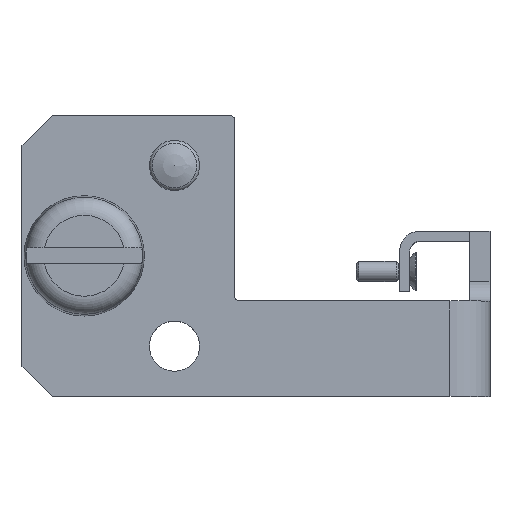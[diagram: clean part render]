
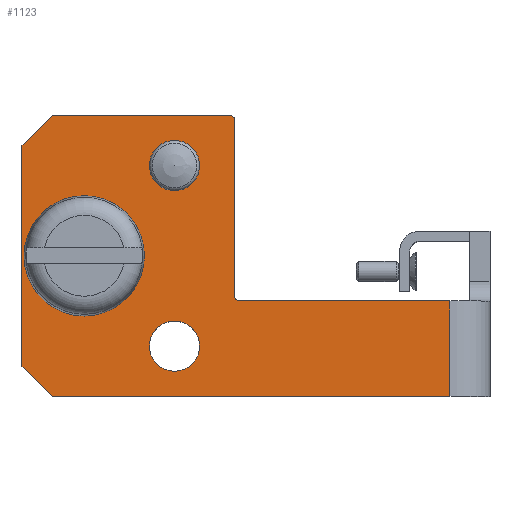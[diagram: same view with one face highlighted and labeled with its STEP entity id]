
A CAD part, top view. The second image highlights one B-rep face of the part: STEP entity #1123.
In plain terms, the highlighted face is planar.
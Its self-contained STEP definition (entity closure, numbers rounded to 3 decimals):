
#104=CIRCLE('',#1265,2.5);
#105=CIRCLE('',#1266,2.5);
#106=CIRCLE('',#1267,3.2);
#107=CIRCLE('',#1268,0.5);
#108=CIRCLE('',#1269,0.5);
#182=ORIENTED_EDGE('',*,*,#476,.F.);
#183=ORIENTED_EDGE('',*,*,#477,.F.);
#184=ORIENTED_EDGE('',*,*,#478,.F.);
#185=ORIENTED_EDGE('',*,*,#479,.F.);
#186=ORIENTED_EDGE('',*,*,#480,.F.);
#187=ORIENTED_EDGE('',*,*,#481,.F.);
#188=ORIENTED_EDGE('',*,*,#482,.T.);
#189=ORIENTED_EDGE('',*,*,#483,.F.);
#190=ORIENTED_EDGE('',*,*,#484,.F.);
#191=ORIENTED_EDGE('',*,*,#456,.F.);
#192=ORIENTED_EDGE('',*,*,#485,.F.);
#193=ORIENTED_EDGE('',*,*,#486,.F.);
#194=ORIENTED_EDGE('',*,*,#475,.T.);
#456=EDGE_CURVE('',#604,#602,#712,.T.);
#475=EDGE_CURVE('',#619,#621,#722,.T.);
#476=EDGE_CURVE('',#622,#622,#104,.F.);
#477=EDGE_CURVE('',#623,#623,#105,.F.);
#478=EDGE_CURVE('',#624,#624,#106,.F.);
#479=EDGE_CURVE('',#625,#621,#723,.T.);
#480=EDGE_CURVE('',#626,#625,#107,.F.);
#481=EDGE_CURVE('',#627,#626,#724,.T.);
#482=EDGE_CURVE('',#627,#628,#108,.F.);
#483=EDGE_CURVE('',#629,#628,#725,.T.);
#484=EDGE_CURVE('',#602,#629,#726,.T.);
#485=EDGE_CURVE('',#630,#604,#727,.T.);
#486=EDGE_CURVE('',#619,#630,#728,.T.);
#602=VERTEX_POINT('',#1755);
#604=VERTEX_POINT('',#1759);
#619=VERTEX_POINT('',#1794);
#621=VERTEX_POINT('',#1798);
#622=VERTEX_POINT('',#1802);
#623=VERTEX_POINT('',#1804);
#624=VERTEX_POINT('',#1806);
#625=VERTEX_POINT('',#1808);
#626=VERTEX_POINT('',#1810);
#627=VERTEX_POINT('',#1812);
#628=VERTEX_POINT('',#1814);
#629=VERTEX_POINT('',#1816);
#630=VERTEX_POINT('',#1819);
#712=LINE('',#1760,#794);
#722=LINE('',#1799,#804);
#723=LINE('',#1807,#805);
#724=LINE('',#1811,#806);
#725=LINE('',#1815,#807);
#726=LINE('',#1817,#808);
#727=LINE('',#1818,#809);
#728=LINE('',#1820,#810);
#794=VECTOR('',#1399,1000.);
#804=VECTOR('',#1433,1000.);
#805=VECTOR('',#1442,1000.);
#806=VECTOR('',#1445,1000.);
#807=VECTOR('',#1448,1000.);
#808=VECTOR('',#1449,1000.);
#809=VECTOR('',#1450,1000.);
#810=VECTOR('',#1451,1000.);
#877=EDGE_LOOP('',(#182));
#878=EDGE_LOOP('',(#183));
#879=EDGE_LOOP('',(#184));
#880=EDGE_LOOP('',(#185,#186,#187,#188,#189,#190,#191,#192,#193,#194));
#983=FACE_BOUND('',#877,.T.);
#984=FACE_BOUND('',#878,.T.);
#985=FACE_BOUND('',#879,.T.);
#986=FACE_BOUND('',#880,.T.);
#1084=PLANE('',#1264);
#1123=ADVANCED_FACE('',(#983,#984,#985,#986),#1084,.F.);
#1264=AXIS2_PLACEMENT_3D('',#1800,#1434,#1435);
#1265=AXIS2_PLACEMENT_3D('',#1801,#1436,#1437);
#1266=AXIS2_PLACEMENT_3D('',#1803,#1438,#1439);
#1267=AXIS2_PLACEMENT_3D('',#1805,#1440,#1441);
#1268=AXIS2_PLACEMENT_3D('',#1809,#1443,#1444);
#1269=AXIS2_PLACEMENT_3D('',#1813,#1446,#1447);
#1399=DIRECTION('',(0.,-1.,0.));
#1433=DIRECTION('',(0.,-1.,0.));
#1434=DIRECTION('',(0.,0.,1.));
#1435=DIRECTION('',(1.,0.,0.));
#1436=DIRECTION('',(0.,0.,1.));
#1437=DIRECTION('',(1.,0.,0.));
#1438=DIRECTION('',(0.,0.,1.));
#1439=DIRECTION('',(1.,0.,0.));
#1440=DIRECTION('',(0.,0.,1.));
#1441=DIRECTION('',(1.,0.,0.));
#1442=DIRECTION('',(1.,0.,0.));
#1443=DIRECTION('',(0.,0.,1.));
#1444=DIRECTION('',(1.,0.,0.));
#1445=DIRECTION('',(0.,1.,0.));
#1446=DIRECTION('',(0.,0.,1.));
#1447=DIRECTION('',(1.,0.,0.));
#1448=DIRECTION('',(1.,0.,0.));
#1449=DIRECTION('',(0.707,-0.707,0.));
#1450=DIRECTION('',(-0.707,-0.707,0.));
#1451=DIRECTION('',(-1.,0.,0.));
#1755=CARTESIAN_POINT('',(0.,3.,0.));
#1759=CARTESIAN_POINT('',(0.,25.,0.));
#1760=CARTESIAN_POINT('',(0.,32.,0.));
#1794=CARTESIAN_POINT('',(42.65,28.,0.));
#1798=CARTESIAN_POINT('',(42.65,18.5,0.));
#1799=CARTESIAN_POINT('',(42.65,32.,0.));
#1800=CARTESIAN_POINT('',(42.65,32.,0.));
#1801=CARTESIAN_POINT('',(15.2,5.,0.));
#1802=CARTESIAN_POINT('',(17.7,5.,0.));
#1803=CARTESIAN_POINT('',(15.2,23.,0.));
#1804=CARTESIAN_POINT('',(17.7,23.,0.));
#1805=CARTESIAN_POINT('',(6.2,14.,0.));
#1806=CARTESIAN_POINT('',(9.4,14.,0.));
#1807=CARTESIAN_POINT('',(42.65,18.5,0.));
#1808=CARTESIAN_POINT('',(21.7,18.5,0.));
#1809=CARTESIAN_POINT('',(21.7,18.,0.));
#1810=CARTESIAN_POINT('',(21.2,18.,0.));
#1811=CARTESIAN_POINT('',(21.2,32.,0.));
#1812=CARTESIAN_POINT('',(21.2,0.5,0.));
#1813=CARTESIAN_POINT('',(20.7,0.5,0.));
#1814=CARTESIAN_POINT('',(20.7,0.,0.));
#1815=CARTESIAN_POINT('',(42.65,0.,0.));
#1816=CARTESIAN_POINT('',(3.,0.,0.));
#1817=CARTESIAN_POINT('',(6.825,-3.825,0.));
#1818=CARTESIAN_POINT('',(24.825,49.825,0.));
#1819=CARTESIAN_POINT('',(3.,28.,0.));
#1820=CARTESIAN_POINT('',(42.65,28.,0.));
